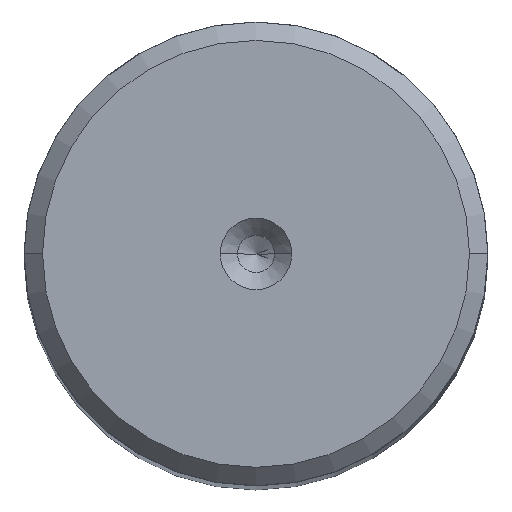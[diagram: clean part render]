
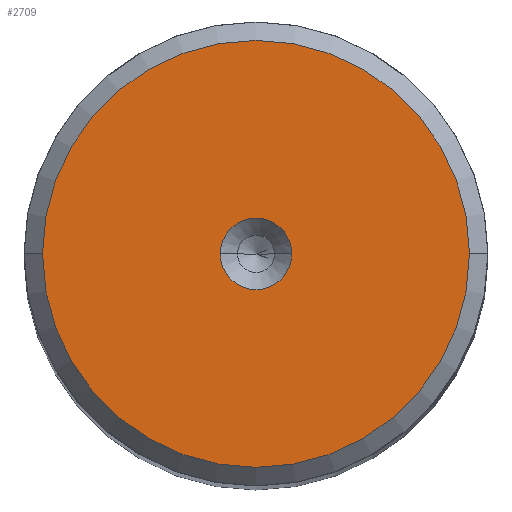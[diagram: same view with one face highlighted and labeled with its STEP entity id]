
A CAD part, top view. The second image highlights one B-rep face of the part: STEP entity #2709.
In plain terms, the highlighted planar face has unit normal (0, 0, 1).
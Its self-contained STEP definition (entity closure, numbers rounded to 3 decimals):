
#3 = CIRCLE ( 'NONE', #2154, 23.016 ) ;
#39 = VERTEX_POINT ( 'NONE', #819 ) ;
#42 = AXIS2_PLACEMENT_3D ( 'NONE', #378, #1945, #162 ) ;
#50 = EDGE_LOOP ( 'NONE', ( #2651, #2414 ) ) ;
#162 = DIRECTION ( 'NONE',  ( 1., 0., 0. ) ) ;
#201 = CARTESIAN_POINT ( 'NONE',  ( 3.85, 0., 260. ) ) ;
#234 = DIRECTION ( 'NONE',  ( 0., 0., 1. ) ) ;
#241 = ORIENTED_EDGE ( 'NONE', *, *, #2032, .T. ) ;
#338 = VERTEX_POINT ( 'NONE', #201 ) ;
#378 = CARTESIAN_POINT ( 'NONE',  ( 0., 0., 260. ) ) ;
#564 = DIRECTION ( 'NONE',  ( 0., 0., 1. ) ) ;
#582 = EDGE_LOOP ( 'NONE', ( #241, #2864 ) ) ;
#819 = CARTESIAN_POINT ( 'NONE',  ( -23.016, 0., 260. ) ) ;
#861 = DIRECTION ( 'NONE',  ( 0., 0., 1. ) ) ;
#922 = VERTEX_POINT ( 'NONE', #1407 ) ;
#979 = DIRECTION ( 'NONE',  ( 0., 0., 1. ) ) ;
#1056 = EDGE_CURVE ( 'NONE', #922, #39, #2347, .T. ) ;
#1186 = FACE_BOUND ( 'NONE', #50, .T. ) ;
#1226 = CARTESIAN_POINT ( 'NONE',  ( -3.85, 0., 260. ) ) ;
#1229 = CARTESIAN_POINT ( 'NONE',  ( 0., 0., 260. ) ) ;
#1370 = FACE_OUTER_BOUND ( 'NONE', #582, .T. ) ;
#1407 = CARTESIAN_POINT ( 'NONE',  ( 23.016, 0., 260. ) ) ;
#1578 = DIRECTION ( 'NONE',  ( 1., 0., 0. ) ) ;
#1593 = CIRCLE ( 'NONE', #2910, 3.85 ) ;
#1607 = EDGE_CURVE ( 'NONE', #2094, #338, #1918, .T. ) ;
#1693 = DIRECTION ( 'NONE',  ( 1., 0., 0. ) ) ;
#1885 = PLANE ( 'NONE',  #2459 ) ;
#1918 = CIRCLE ( 'NONE', #42, 3.85 ) ;
#1945 = DIRECTION ( 'NONE',  ( 0., 0., 1. ) ) ;
#1997 = CARTESIAN_POINT ( 'NONE',  ( 0., 0., 260. ) ) ;
#2032 = EDGE_CURVE ( 'NONE', #39, #922, #3, .T. ) ;
#2094 = VERTEX_POINT ( 'NONE', #1226 ) ;
#2154 = AXIS2_PLACEMENT_3D ( 'NONE', #2547, #564, #1693 ) ;
#2323 = DIRECTION ( 'NONE',  ( 1., 0., 0. ) ) ;
#2347 = CIRCLE ( 'NONE', #2498, 23.016 ) ;
#2409 = EDGE_CURVE ( 'NONE', #338, #2094, #1593, .T. ) ;
#2414 = ORIENTED_EDGE ( 'NONE', *, *, #1607, .F. ) ;
#2459 = AXIS2_PLACEMENT_3D ( 'NONE', #1229, #979, #2323 ) ;
#2498 = AXIS2_PLACEMENT_3D ( 'NONE', #1997, #234, #1578 ) ;
#2547 = CARTESIAN_POINT ( 'NONE',  ( 0., 0., 260. ) ) ;
#2638 = DIRECTION ( 'NONE',  ( 1., 0., 0. ) ) ;
#2650 = CARTESIAN_POINT ( 'NONE',  ( 0., 0., 260. ) ) ;
#2651 = ORIENTED_EDGE ( 'NONE', *, *, #2409, .F. ) ;
#2709 = ADVANCED_FACE ( 'NONE', ( #1186, #1370 ), #1885, .T. ) ;
#2864 = ORIENTED_EDGE ( 'NONE', *, *, #1056, .T. ) ;
#2910 = AXIS2_PLACEMENT_3D ( 'NONE', #2650, #861, #2638 ) ;
